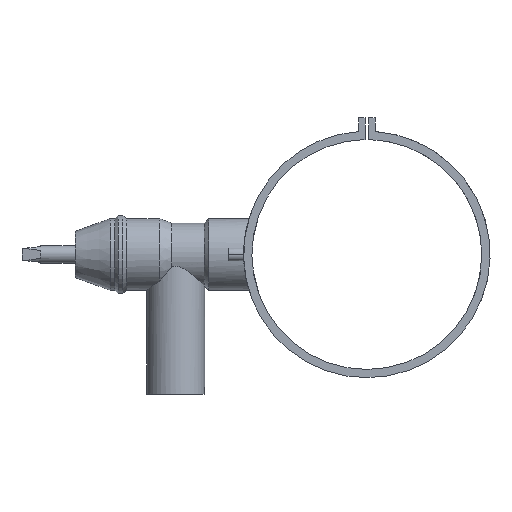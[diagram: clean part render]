
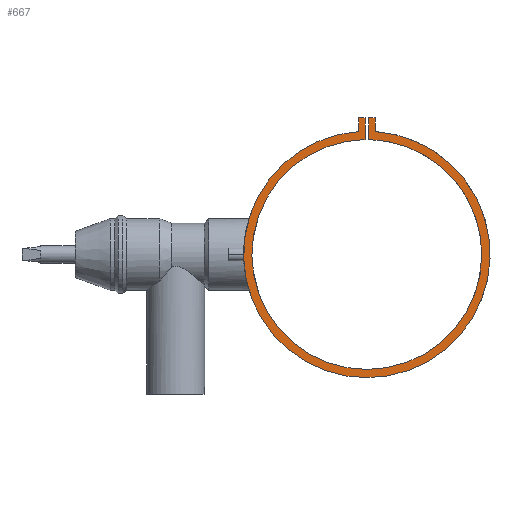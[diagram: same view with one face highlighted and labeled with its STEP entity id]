
A CAD part, left-side view. The second image highlights one B-rep face of the part: STEP entity #667.
In plain terms, the highlighted planar face has unit normal (-1, 0, 0).
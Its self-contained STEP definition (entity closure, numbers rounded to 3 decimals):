
#54 = ORIENTED_EDGE ( 'NONE', *, *, #408, .F. ) ;
#77 = LINE ( 'NONE', #1074, #1148 ) ;
#145 = VECTOR ( 'NONE', #872, 1000. ) ;
#254 = CARTESIAN_POINT ( 'NONE',  ( -70., -2., 148.697 ) ) ;
#408 = EDGE_CURVE ( 'NONE', #997, #1232, #2018, .T. ) ;
#410 = VERTEX_POINT ( 'NONE', #2428 ) ;
#417 = AXIS2_PLACEMENT_3D ( 'NONE', #938, #1923, #2855 ) ;
#425 = CIRCLE ( 'NONE', #417, 125. ) ;
#465 = DIRECTION ( 'NONE',  ( 1., 0., 0. ) ) ;
#492 = VERTEX_POINT ( 'NONE', #1398 ) ;
#565 = ORIENTED_EDGE ( 'NONE', *, *, #2499, .F. ) ;
#580 = CARTESIAN_POINT ( 'NONE',  ( -70., 0., 0. ) ) ;
#667 = ADVANCED_FACE ( 'NONE', ( #1804 ), #2758, .F. ) ;
#674 = DIRECTION ( 'NONE',  ( 0., 0., -1. ) ) ;
#807 = EDGE_CURVE ( 'NONE', #2986, #997, #1898, .T. ) ;
#841 = VECTOR ( 'NONE', #2776, 1000. ) ;
#845 = LINE ( 'NONE', #1828, #841 ) ;
#872 = DIRECTION ( 'NONE',  ( 0., 0., -1. ) ) ;
#878 = EDGE_CURVE ( 'NONE', #410, #1916, #3098, .T. ) ;
#920 = EDGE_LOOP ( 'NONE', ( #54, #1052, #2033, #1789, #2745, #565, #1547, #2523 ) ) ;
#938 = CARTESIAN_POINT ( 'NONE',  ( -70., 0., 0. ) ) ;
#973 = CARTESIAN_POINT ( 'NONE',  ( -70., -2., 148.697 ) ) ;
#997 = VERTEX_POINT ( 'NONE', #2286 ) ;
#1002 = EDGE_CURVE ( 'NONE', #3010, #1461, #77, .T. ) ;
#1052 = ORIENTED_EDGE ( 'NONE', *, *, #807, .F. ) ;
#1074 = CARTESIAN_POINT ( 'NONE',  ( -70., 9., 148.697 ) ) ;
#1148 = VECTOR ( 'NONE', #2054, 1000. ) ;
#1232 = VERTEX_POINT ( 'NONE', #2779 ) ;
#1235 = DIRECTION ( 'NONE',  ( 0., -1., 0. ) ) ;
#1304 = VECTOR ( 'NONE', #1958, 1000. ) ;
#1398 = CARTESIAN_POINT ( 'NONE',  ( -70., 2., 124.984 ) ) ;
#1403 = EDGE_CURVE ( 'NONE', #492, #410, #425, .T. ) ;
#1452 = DIRECTION ( 'NONE',  ( 0., 0., -1. ) ) ;
#1454 = VECTOR ( 'NONE', #674, 1000. ) ;
#1461 = VERTEX_POINT ( 'NONE', #3092 ) ;
#1547 = ORIENTED_EDGE ( 'NONE', *, *, #1002, .F. ) ;
#1564 = DIRECTION ( 'NONE',  ( 1., 0., 0. ) ) ;
#1617 = EDGE_CURVE ( 'NONE', #1232, #3010, #845, .T. ) ;
#1660 = AXIS2_PLACEMENT_3D ( 'NONE', #580, #1564, #2537 ) ;
#1736 = CARTESIAN_POINT ( 'NONE',  ( -70., 9., 148.697 ) ) ;
#1789 = ORIENTED_EDGE ( 'NONE', *, *, #878, .F. ) ;
#1804 = FACE_OUTER_BOUND ( 'NONE', #920, .T. ) ;
#1828 = CARTESIAN_POINT ( 'NONE',  ( -70., 9., 148.697 ) ) ;
#1898 = LINE ( 'NONE', #2835, #1454 ) ;
#1916 = VERTEX_POINT ( 'NONE', #2461 ) ;
#1923 = DIRECTION ( 'NONE',  ( -1., 0., 0. ) ) ;
#1958 = DIRECTION ( 'NONE',  ( 0., 0., 1. ) ) ;
#1974 = AXIS2_PLACEMENT_3D ( 'NONE', #2655, #465, #1452 ) ;
#2018 = CIRCLE ( 'NONE', #1974, 134. ) ;
#2033 = ORIENTED_EDGE ( 'NONE', *, *, #2296, .F. ) ;
#2054 = DIRECTION ( 'NONE',  ( 0., -1., 0. ) ) ;
#2091 = LINE ( 'NONE', #3009, #145 ) ;
#2148 = VECTOR ( 'NONE', #1235, 1000. ) ;
#2286 = CARTESIAN_POINT ( 'NONE',  ( -70., -9., 133.697 ) ) ;
#2296 = EDGE_CURVE ( 'NONE', #1916, #2986, #2454, .T. ) ;
#2428 = CARTESIAN_POINT ( 'NONE',  ( -70., -2., 124.984 ) ) ;
#2454 = LINE ( 'NONE', #254, #2148 ) ;
#2461 = CARTESIAN_POINT ( 'NONE',  ( -70., -2., 148.697 ) ) ;
#2499 = EDGE_CURVE ( 'NONE', #1461, #492, #2091, .T. ) ;
#2523 = ORIENTED_EDGE ( 'NONE', *, *, #1617, .F. ) ;
#2537 = DIRECTION ( 'NONE',  ( 0., 0., -1. ) ) ;
#2655 = CARTESIAN_POINT ( 'NONE',  ( -70., 0., 0. ) ) ;
#2745 = ORIENTED_EDGE ( 'NONE', *, *, #1403, .F. ) ;
#2758 = PLANE ( 'NONE',  #1660 ) ;
#2776 = DIRECTION ( 'NONE',  ( 0., 0., 1. ) ) ;
#2779 = CARTESIAN_POINT ( 'NONE',  ( -70., 9., 133.697 ) ) ;
#2835 = CARTESIAN_POINT ( 'NONE',  ( -70., -9., 148.697 ) ) ;
#2855 = DIRECTION ( 'NONE',  ( 0., 0., -1. ) ) ;
#2902 = CARTESIAN_POINT ( 'NONE',  ( -70., -9., 148.697 ) ) ;
#2986 = VERTEX_POINT ( 'NONE', #2902 ) ;
#3009 = CARTESIAN_POINT ( 'NONE',  ( -70., 2., 148.697 ) ) ;
#3010 = VERTEX_POINT ( 'NONE', #1736 ) ;
#3092 = CARTESIAN_POINT ( 'NONE',  ( -70., 2., 148.697 ) ) ;
#3098 = LINE ( 'NONE', #973, #1304 ) ;
